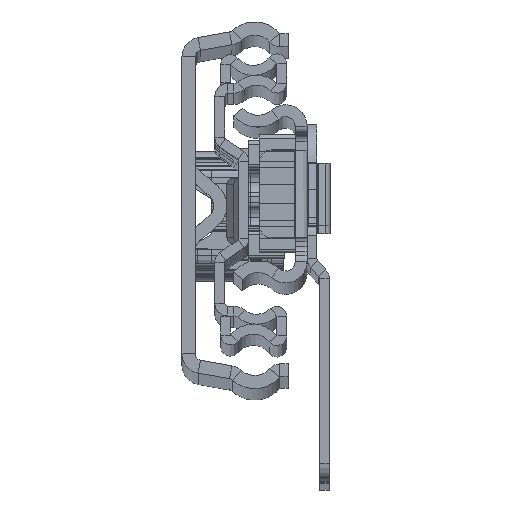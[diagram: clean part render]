
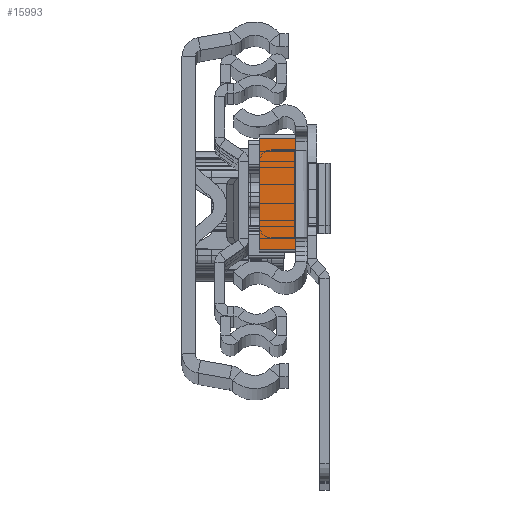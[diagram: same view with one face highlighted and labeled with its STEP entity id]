
A CAD part, top view. The second image highlights one B-rep face of the part: STEP entity #15993.
In plain terms, the highlighted planar face has unit normal (0, 0, 1).
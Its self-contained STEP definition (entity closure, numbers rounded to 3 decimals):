
#151 = VERTEX_POINT ( 'NONE', #8866 ) ;
#164 = DIRECTION ( 'NONE',  ( 1., 0., 0. ) ) ;
#2065 = LINE ( 'NONE', #22046, #13074 ) ;
#4923 = CARTESIAN_POINT ( 'NONE',  ( 0., 8.5, 0. ) ) ;
#4953 = LINE ( 'NONE', #22606, #10489 ) ;
#6223 = EDGE_CURVE ( 'NONE', #18840, #24204, #18466, .T. ) ;
#6411 = EDGE_CURVE ( 'NONE', #27055, #151, #2065, .T. ) ;
#7176 = DIRECTION ( 'NONE',  ( 0., -1., 0. ) ) ;
#7754 = DIRECTION ( 'NONE',  ( 0., 0., 1. ) ) ;
#7810 = ORIENTED_EDGE ( 'NONE', *, *, #6411, .T. ) ;
#8075 = FACE_OUTER_BOUND ( 'NONE', #26274, .T. ) ;
#8866 = CARTESIAN_POINT ( 'NONE',  ( 0., -8.5, 0. ) ) ;
#10357 = DIRECTION ( 'NONE',  ( 1., 0., 0. ) ) ;
#10489 = VECTOR ( 'NONE', #10357, 1000. ) ;
#13074 = VECTOR ( 'NONE', #7176, 1000. ) ;
#13315 = ORIENTED_EDGE ( 'NONE', *, *, #6223, .T. ) ;
#13573 = VECTOR ( 'NONE', #30290, 1000. ) ;
#13574 = CARTESIAN_POINT ( 'NONE',  ( 5.5, 11114.482, 0. ) ) ;
#14366 = EDGE_CURVE ( 'NONE', #24204, #27055, #27355, .T. ) ;
#14555 = CARTESIAN_POINT ( 'NONE',  ( 5.5, 8.5, 0. ) ) ;
#15087 = CARTESIAN_POINT ( 'NONE',  ( 0., 11114.482, 0. ) ) ;
#15993 = ADVANCED_FACE ( 'NONE', ( #8075 ), #27390, .T. ) ;
#18466 = LINE ( 'NONE', #13574, #13573 ) ;
#18840 = VERTEX_POINT ( 'NONE', #29300 ) ;
#19185 = EDGE_CURVE ( 'NONE', #151, #18840, #4953, .T. ) ;
#20055 = AXIS2_PLACEMENT_3D ( 'NONE', #15087, #7754, #164 ) ;
#21207 = ORIENTED_EDGE ( 'NONE', *, *, #19185, .T. ) ;
#22046 = CARTESIAN_POINT ( 'NONE',  ( 0., 11114.482, 0. ) ) ;
#22128 = ORIENTED_EDGE ( 'NONE', *, *, #14366, .T. ) ;
#22606 = CARTESIAN_POINT ( 'NONE',  ( 0., -8.5, 0. ) ) ;
#23630 = VECTOR ( 'NONE', #32434, 1000. ) ;
#24204 = VERTEX_POINT ( 'NONE', #14555 ) ;
#26274 = EDGE_LOOP ( 'NONE', ( #7810, #21207, #13315, #22128 ) ) ;
#27055 = VERTEX_POINT ( 'NONE', #30724 ) ;
#27355 = LINE ( 'NONE', #4923, #23630 ) ;
#27390 = PLANE ( 'NONE',  #20055 ) ;
#29300 = CARTESIAN_POINT ( 'NONE',  ( 5.5, -8.5, 0. ) ) ;
#30290 = DIRECTION ( 'NONE',  ( 0., 1., 0. ) ) ;
#30724 = CARTESIAN_POINT ( 'NONE',  ( 0., 8.5, 0. ) ) ;
#32434 = DIRECTION ( 'NONE',  ( -1., 0., 0. ) ) ;
